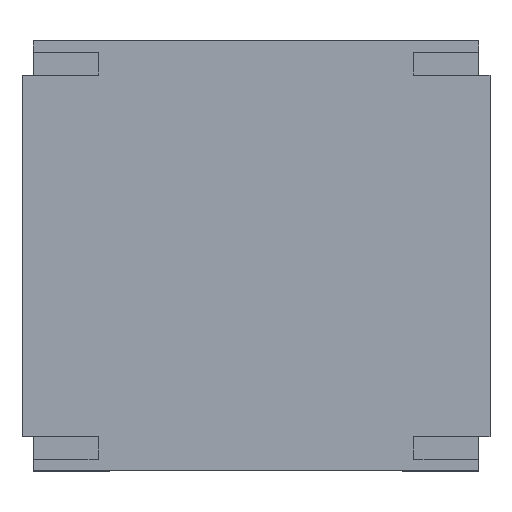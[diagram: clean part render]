
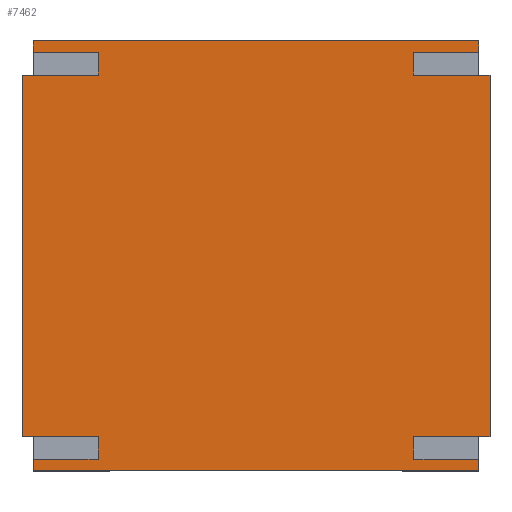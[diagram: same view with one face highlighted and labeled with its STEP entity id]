
A CAD part, top view. The second image highlights one B-rep face of the part: STEP entity #7462.
In plain terms, the highlighted planar face has unit normal (0, 0, 1).
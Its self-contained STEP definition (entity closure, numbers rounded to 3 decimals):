
#6976=CARTESIAN_POINT('',(-4.15,-5.35,6.));
#6977=VERTEX_POINT('',#6976);
#6978=CARTESIAN_POINT('',(-5.85,-5.35,6.));
#6979=VERTEX_POINT('',#6978);
#6980=CARTESIAN_POINT('',(-4.15,-5.35,6.));
#6981=DIRECTION('',(-1.0,0.0,0.0));
#6982=VECTOR('',#6981,1.7);
#6983=LINE('',#6980,#6982);
#6984=EDGE_CURVE('',#6977,#6979,#6983,.T.);
#7002=CARTESIAN_POINT('',(4.15,-5.35,6.));
#7003=VERTEX_POINT('',#7002);
#7010=CARTESIAN_POINT('',(5.85,-5.35,6.));
#7011=VERTEX_POINT('',#7010);
#7012=CARTESIAN_POINT('',(5.85,-5.35,6.));
#7013=DIRECTION('',(-1.0,0.0,0.0));
#7014=VECTOR('',#7013,1.7);
#7015=LINE('',#7012,#7014);
#7016=EDGE_CURVE('',#7011,#7003,#7015,.T.);
#7043=CARTESIAN_POINT('',(-4.15,-4.75,6.));
#7044=VERTEX_POINT('',#7043);
#7045=CARTESIAN_POINT('',(-4.15,-4.75,6.));
#7046=DIRECTION('',(0.0,-1.0,0.0));
#7047=VECTOR('',#7046,0.6);
#7048=LINE('',#7045,#7047);
#7049=EDGE_CURVE('',#7044,#6977,#7048,.T.);
#7074=CARTESIAN_POINT('',(-6.15,-4.75,6.));
#7075=VERTEX_POINT('',#7074);
#7076=CARTESIAN_POINT('',(-6.15,-4.75,6.));
#7077=DIRECTION('',(1.0,0.0,0.0));
#7078=VECTOR('',#7077,2.0);
#7079=LINE('',#7076,#7078);
#7080=EDGE_CURVE('',#7075,#7044,#7079,.T.);
#7105=CARTESIAN_POINT('',(4.15,-4.75,6.));
#7106=VERTEX_POINT('',#7105);
#7107=CARTESIAN_POINT('',(4.15,-5.35,6.));
#7108=DIRECTION('',(0.0,1.0,0.0));
#7109=VECTOR('',#7108,0.6);
#7110=LINE('',#7107,#7109);
#7111=EDGE_CURVE('',#7003,#7106,#7110,.T.);
#7136=CARTESIAN_POINT('',(6.15,-4.75,6.));
#7137=VERTEX_POINT('',#7136);
#7138=CARTESIAN_POINT('',(4.15,-4.75,6.));
#7139=DIRECTION('',(1.0,0.0,0.0));
#7140=VECTOR('',#7139,2.0);
#7141=LINE('',#7138,#7140);
#7142=EDGE_CURVE('',#7106,#7137,#7141,.T.);
#7167=CARTESIAN_POINT('',(4.15,5.35,6.));
#7168=VERTEX_POINT('',#7167);
#7169=CARTESIAN_POINT('',(5.85,5.35,6.));
#7170=VERTEX_POINT('',#7169);
#7171=CARTESIAN_POINT('',(4.15,5.35,6.));
#7172=DIRECTION('',(1.0,0.0,0.0));
#7173=VECTOR('',#7172,1.7);
#7174=LINE('',#7171,#7173);
#7175=EDGE_CURVE('',#7168,#7170,#7174,.T.);
#7193=CARTESIAN_POINT('',(-4.15,5.35,6.));
#7194=VERTEX_POINT('',#7193);
#7201=CARTESIAN_POINT('',(-5.85,5.35,6.));
#7202=VERTEX_POINT('',#7201);
#7203=CARTESIAN_POINT('',(-5.85,5.35,6.));
#7204=DIRECTION('',(1.0,0.0,0.0));
#7205=VECTOR('',#7204,1.7);
#7206=LINE('',#7203,#7205);
#7207=EDGE_CURVE('',#7202,#7194,#7206,.T.);
#7234=CARTESIAN_POINT('',(4.15,4.75,6.));
#7235=VERTEX_POINT('',#7234);
#7236=CARTESIAN_POINT('',(4.15,4.75,6.));
#7237=DIRECTION('',(0.0,1.0,0.0));
#7238=VECTOR('',#7237,0.6);
#7239=LINE('',#7236,#7238);
#7240=EDGE_CURVE('',#7235,#7168,#7239,.T.);
#7265=CARTESIAN_POINT('',(6.15,4.75,6.));
#7266=VERTEX_POINT('',#7265);
#7267=CARTESIAN_POINT('',(6.15,4.75,6.));
#7268=DIRECTION('',(-1.0,0.0,0.0));
#7269=VECTOR('',#7268,2.0);
#7270=LINE('',#7267,#7269);
#7271=EDGE_CURVE('',#7266,#7235,#7270,.T.);
#7296=CARTESIAN_POINT('',(-4.15,4.75,6.));
#7297=VERTEX_POINT('',#7296);
#7298=CARTESIAN_POINT('',(-4.15,5.35,6.));
#7299=DIRECTION('',(0.0,-1.0,0.0));
#7300=VECTOR('',#7299,0.6);
#7301=LINE('',#7298,#7300);
#7302=EDGE_CURVE('',#7194,#7297,#7301,.T.);
#7327=CARTESIAN_POINT('',(-6.15,4.75,6.));
#7328=VERTEX_POINT('',#7327);
#7329=CARTESIAN_POINT('',(-4.15,4.75,6.));
#7330=DIRECTION('',(-1.0,0.0,0.0));
#7331=VECTOR('',#7330,2.0);
#7332=LINE('',#7329,#7331);
#7333=EDGE_CURVE('',#7297,#7328,#7332,.T.);
#7360=CARTESIAN_POINT('',(5.85,5.65,6.));
#7361=VERTEX_POINT('',#7360);
#7368=CARTESIAN_POINT('',(5.85,5.65,6.0));
#7369=DIRECTION('',(0.0,-1.0,0.0));
#7370=VECTOR('',#7369,0.3);
#7371=LINE('',#7368,#7370);
#7372=EDGE_CURVE('',#7361,#7170,#7371,.T.);
#7390=CARTESIAN_POINT('',(6.15,4.75,6.0));
#7391=DIRECTION('',(0.0,-1.0,0.0));
#7392=VECTOR('',#7391,9.5);
#7393=LINE('',#7390,#7392);
#7394=EDGE_CURVE('',#7266,#7137,#7393,.T.);
#7399=CARTESIAN_POINT('',(0.0,0.,6.));
#7400=DIRECTION('',(0.0,0.0,1.0));
#7401=DIRECTION('',(1.0,0.0,0.0));
#7402=AXIS2_PLACEMENT_3D('',#7399,#7400,#7401);
#7403=PLANE('',#7402);
#7404=ORIENTED_EDGE('',*,*,#7080,.T.);
#7405=ORIENTED_EDGE('',*,*,#7049,.T.);
#7406=ORIENTED_EDGE('',*,*,#6984,.T.);
#7407=CARTESIAN_POINT('',(-5.85,-5.65,6.));
#7408=VERTEX_POINT('',#7407);
#7409=CARTESIAN_POINT('',(-5.85,-5.65,6.0));
#7410=DIRECTION('',(0.0,1.0,0.0));
#7411=VECTOR('',#7410,0.3);
#7412=LINE('',#7409,#7411);
#7413=EDGE_CURVE('',#7408,#6979,#7412,.T.);
#7414=ORIENTED_EDGE('',*,*,#7413,.F.);
#7415=CARTESIAN_POINT('',(5.85,-5.65,6.));
#7416=VERTEX_POINT('',#7415);
#7417=CARTESIAN_POINT('',(5.85,-5.65,6.0));
#7418=DIRECTION('',(-1.0,0.0,0.0));
#7419=VECTOR('',#7418,11.7);
#7420=LINE('',#7417,#7419);
#7421=EDGE_CURVE('',#7416,#7408,#7420,.T.);
#7422=ORIENTED_EDGE('',*,*,#7421,.F.);
#7423=CARTESIAN_POINT('',(5.85,-5.35,6.0));
#7424=DIRECTION('',(0.0,-1.0,0.0));
#7425=VECTOR('',#7424,0.3);
#7426=LINE('',#7423,#7425);
#7427=EDGE_CURVE('',#7011,#7416,#7426,.T.);
#7428=ORIENTED_EDGE('',*,*,#7427,.F.);
#7429=ORIENTED_EDGE('',*,*,#7016,.T.);
#7430=ORIENTED_EDGE('',*,*,#7111,.T.);
#7431=ORIENTED_EDGE('',*,*,#7142,.T.);
#7432=ORIENTED_EDGE('',*,*,#7394,.F.);
#7433=ORIENTED_EDGE('',*,*,#7271,.T.);
#7434=ORIENTED_EDGE('',*,*,#7240,.T.);
#7435=ORIENTED_EDGE('',*,*,#7175,.T.);
#7436=ORIENTED_EDGE('',*,*,#7372,.F.);
#7437=CARTESIAN_POINT('',(-5.85,5.65,6.0));
#7438=VERTEX_POINT('',#7437);
#7439=CARTESIAN_POINT('',(-5.85,5.65,6.0));
#7440=DIRECTION('',(1.0,0.0,0.0));
#7441=VECTOR('',#7440,11.7);
#7442=LINE('',#7439,#7441);
#7443=EDGE_CURVE('',#7438,#7361,#7442,.T.);
#7444=ORIENTED_EDGE('',*,*,#7443,.F.);
#7445=CARTESIAN_POINT('',(-5.85,5.35,6.0));
#7446=DIRECTION('',(0.0,1.0,0.0));
#7447=VECTOR('',#7446,0.3);
#7448=LINE('',#7445,#7447);
#7449=EDGE_CURVE('',#7202,#7438,#7448,.T.);
#7450=ORIENTED_EDGE('',*,*,#7449,.F.);
#7451=ORIENTED_EDGE('',*,*,#7207,.T.);
#7452=ORIENTED_EDGE('',*,*,#7302,.T.);
#7453=ORIENTED_EDGE('',*,*,#7333,.T.);
#7454=CARTESIAN_POINT('',(-6.15,-4.75,6.0));
#7455=DIRECTION('',(0.0,1.0,0.0));
#7456=VECTOR('',#7455,9.5);
#7457=LINE('',#7454,#7456);
#7458=EDGE_CURVE('',#7075,#7328,#7457,.T.);
#7459=ORIENTED_EDGE('',*,*,#7458,.F.);
#7460=EDGE_LOOP('',(#7404,#7405,#7406,#7414,#7422,#7428,#7429,#7430,#7431,#7432,#7433,#7434,#7435,#7436,#7444,#7450,#7451,#7452,#7453,#7459));
#7461=FACE_OUTER_BOUND('',#7460,.T.);
#7462=ADVANCED_FACE('',(#7461),#7403,.T.);
